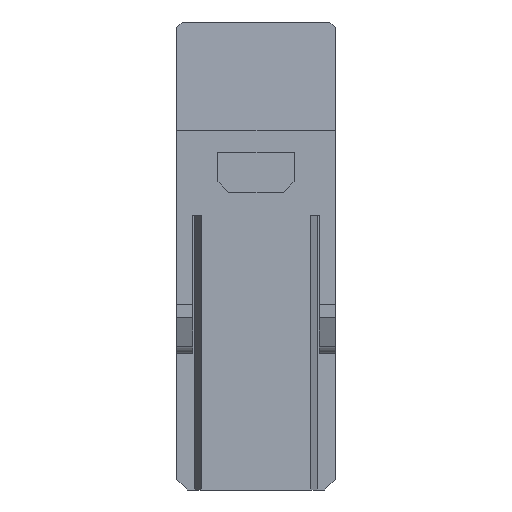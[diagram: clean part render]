
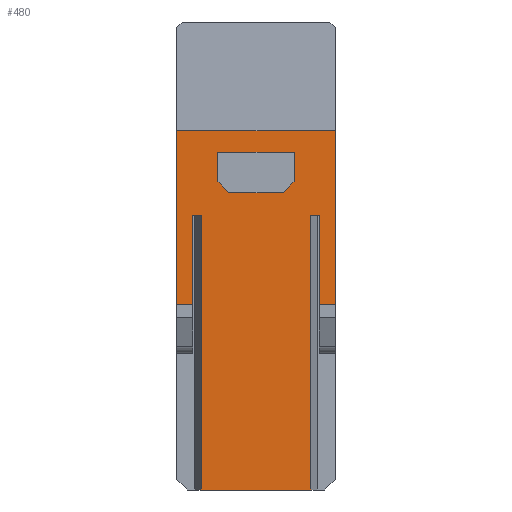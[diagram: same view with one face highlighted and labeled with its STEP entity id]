
A CAD part, left-side view. The second image highlights one B-rep face of the part: STEP entity #480.
In plain terms, the highlighted planar face has unit normal (-1, 0, 0).
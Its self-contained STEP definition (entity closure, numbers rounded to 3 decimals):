
#202=FACE_BOUND('',#1237,.T.);
#203=FACE_BOUND('',#1238,.T.);
#480=ADVANCED_FACE('',(#202,#203),#766,.F.);
#766=PLANE('',#5318);
#1237=EDGE_LOOP('',(#2777,#2778,#2779,#2780,#2781,#2782));
#1238=EDGE_LOOP('',(#2783,#2784,#2785,#2786,#2787,#2788,#2789,#2790,#2791,
#2792,#2793,#2794));
#1599=LINE('',#7232,#2081);
#1672=LINE('',#7447,#2154);
#1697=LINE('',#7598,#2179);
#1698=LINE('',#7601,#2180);
#1699=LINE('',#7603,#2181);
#1700=LINE('',#7605,#2182);
#1701=LINE('',#7607,#2183);
#1702=LINE('',#7609,#2184);
#1703=LINE('',#7610,#2185);
#1704=LINE('',#7611,#2186);
#1705=LINE('',#7613,#2187);
#1706=LINE('',#7619,#2188);
#1707=LINE('',#7621,#2189);
#1708=LINE('',#7623,#2190);
#1709=LINE('',#7630,#2191);
#2081=VECTOR('',#5762,1.);
#2154=VECTOR('',#5881,1.);
#2179=VECTOR('',#5976,1.);
#2180=VECTOR('',#5977,1.);
#2181=VECTOR('',#5978,1.);
#2182=VECTOR('',#5979,1.);
#2183=VECTOR('',#5980,1.);
#2184=VECTOR('',#5981,1.);
#2185=VECTOR('',#5982,1.);
#2186=VECTOR('',#5983,1.);
#2187=VECTOR('',#5984,1.);
#2188=VECTOR('',#5985,1.);
#2189=VECTOR('',#5986,1.);
#2190=VECTOR('',#5987,1.);
#2191=VECTOR('',#5988,1.);
#2777=ORIENTED_EDGE('',*,*,#4647,.F.);
#2778=ORIENTED_EDGE('',*,*,#4648,.T.);
#2779=ORIENTED_EDGE('',*,*,#4649,.T.);
#2780=ORIENTED_EDGE('',*,*,#4650,.T.);
#2781=ORIENTED_EDGE('',*,*,#4651,.F.);
#2782=ORIENTED_EDGE('',*,*,#4652,.T.);
#2783=ORIENTED_EDGE('',*,*,#4653,.T.);
#2784=ORIENTED_EDGE('',*,*,#4556,.F.);
#2785=ORIENTED_EDGE('',*,*,#4654,.F.);
#2786=ORIENTED_EDGE('',*,*,#4655,.T.);
#2787=ORIENTED_EDGE('',*,*,#4599,.F.);
#2788=ORIENTED_EDGE('',*,*,#4656,.T.);
#2789=ORIENTED_EDGE('',*,*,#4657,.T.);
#2790=ORIENTED_EDGE('',*,*,#4658,.F.);
#2791=ORIENTED_EDGE('',*,*,#4659,.T.);
#2792=ORIENTED_EDGE('',*,*,#4660,.F.);
#2793=ORIENTED_EDGE('',*,*,#4661,.F.);
#2794=ORIENTED_EDGE('',*,*,#4504,.F.);
#4015=VERTEX_POINT('',#7231);
#4016=VERTEX_POINT('',#7233);
#4065=VERTEX_POINT('',#7347);
#4066=VERTEX_POINT('',#7352);
#4102=VERTEX_POINT('',#7446);
#4103=VERTEX_POINT('',#7448);
#4136=VERTEX_POINT('',#7599);
#4137=VERTEX_POINT('',#7600);
#4138=VERTEX_POINT('',#7602);
#4139=VERTEX_POINT('',#7604);
#4140=VERTEX_POINT('',#7606);
#4141=VERTEX_POINT('',#7608);
#4142=VERTEX_POINT('',#7612);
#4143=VERTEX_POINT('',#7618);
#4144=VERTEX_POINT('',#7620);
#4145=VERTEX_POINT('',#7622);
#4146=VERTEX_POINT('',#7624);
#4147=VERTEX_POINT('',#7629);
#4504=EDGE_CURVE('',#4015,#4016,#1599,.T.);
#4556=EDGE_CURVE('',#4065,#4066,#5169,.T.);
#4599=EDGE_CURVE('',#4102,#4103,#1672,.T.);
#4647=EDGE_CURVE('',#4136,#4137,#1697,.T.);
#4648=EDGE_CURVE('',#4136,#4138,#1698,.T.);
#4649=EDGE_CURVE('',#4138,#4139,#1699,.T.);
#4650=EDGE_CURVE('',#4139,#4140,#1700,.T.);
#4651=EDGE_CURVE('',#4141,#4140,#1701,.T.);
#4652=EDGE_CURVE('',#4141,#4137,#1702,.T.);
#4653=EDGE_CURVE('',#4015,#4066,#1703,.T.);
#4654=EDGE_CURVE('',#4142,#4065,#1704,.T.);
#4655=EDGE_CURVE('',#4142,#4103,#1705,.T.);
#4656=EDGE_CURVE('',#4102,#4143,#5175,.T.);
#4657=EDGE_CURVE('',#4143,#4144,#1706,.T.);
#4658=EDGE_CURVE('',#4145,#4144,#1707,.T.);
#4659=EDGE_CURVE('',#4145,#4146,#1708,.T.);
#4660=EDGE_CURVE('',#4147,#4146,#5176,.T.);
#4661=EDGE_CURVE('',#4016,#4147,#1709,.T.);
#5169=B_SPLINE_CURVE_WITH_KNOTS('',3,(#7348,#7349,#7350,#7351),
 .UNSPECIFIED.,.F.,.F.,(4,4),(0.,1.),.UNSPECIFIED.);
#5175=B_SPLINE_CURVE_WITH_KNOTS('',3,(#7614,#7615,#7616,#7617),
 .UNSPECIFIED.,.F.,.F.,(4,4),(0.,1.),.UNSPECIFIED.);
#5176=B_SPLINE_CURVE_WITH_KNOTS('',3,(#7625,#7626,#7627,#7628),
 .UNSPECIFIED.,.F.,.F.,(4,4),(0.,1.),.UNSPECIFIED.);
#5318=AXIS2_PLACEMENT_3D('',#7631,#5989,#5990);
#5762=DIRECTION('',(0.,1.,0.));
#5881=DIRECTION('',(0.,0.,-1.));
#5976=DIRECTION('',(0.,-1.,0.));
#5977=DIRECTION('',(0.,0.707,0.707));
#5978=DIRECTION('',(0.,0.,1.));
#5979=DIRECTION('',(0.,-1.,0.));
#5980=DIRECTION('',(0.,0.,1.));
#5981=DIRECTION('',(0.,0.707,-0.707));
#5982=DIRECTION('',(0.,0.,1.));
#5983=DIRECTION('',(0.,0.,1.));
#5984=DIRECTION('',(0.,-1.,0.));
#5985=DIRECTION('',(0.,0.,-1.));
#5986=DIRECTION('',(0.,1.,0.));
#5987=DIRECTION('',(0.,0.,1.));
#5988=DIRECTION('',(0.,0.,1.));
#5989=DIRECTION('',(1.,0.,0.));
#5990=DIRECTION('',(0.,-1.,0.));
#7231=CARTESIAN_POINT('',(-7.783,-12.635,19.85));
#7232=CARTESIAN_POINT('',(-7.783,-12.635,19.85));
#7233=CARTESIAN_POINT('',(-7.783,-2.535,19.85));
#7347=CARTESIAN_POINT('',(-7.783,-13.385,45.12));
#7348=CARTESIAN_POINT('',(-7.783,-13.385,45.12));
#7349=CARTESIAN_POINT('',(-7.783,-13.135,45.12));
#7350=CARTESIAN_POINT('',(-7.783,-12.885,45.12));
#7351=CARTESIAN_POINT('',(-7.783,-12.635,45.12));
#7352=CARTESIAN_POINT('',(-7.783,-12.635,45.12));
#7446=CARTESIAN_POINT('',(-7.783,-14.885,52.92));
#7447=CARTESIAN_POINT('',(-7.783,-14.885,52.92));
#7448=CARTESIAN_POINT('',(-7.783,-14.885,36.923));
#7598=CARTESIAN_POINT('',(-7.783,-75.17,47.22));
#7599=CARTESIAN_POINT('',(-7.783,-5.085,47.22));
#7600=CARTESIAN_POINT('',(-7.783,-10.085,47.22));
#7601=CARTESIAN_POINT('',(-7.783,-20.02,32.285));
#7602=CARTESIAN_POINT('',(-7.783,-4.085,48.22));
#7603=CARTESIAN_POINT('',(-7.783,-4.085,19.85));
#7604=CARTESIAN_POINT('',(-7.783,-4.085,50.92));
#7605=CARTESIAN_POINT('',(-7.783,-7.585,50.92));
#7606=CARTESIAN_POINT('',(-7.783,-11.085,50.92));
#7607=CARTESIAN_POINT('',(-7.783,-11.085,19.85));
#7608=CARTESIAN_POINT('',(-7.783,-11.085,48.22));
#7609=CARTESIAN_POINT('',(-7.783,4.85,32.285));
#7610=CARTESIAN_POINT('',(-7.783,-12.635,19.85));
#7611=CARTESIAN_POINT('',(-7.783,-13.385,36.923));
#7612=CARTESIAN_POINT('',(-7.783,-13.385,36.923));
#7613=CARTESIAN_POINT('',(-7.783,-7.585,36.923));
#7614=CARTESIAN_POINT('',(-7.783,-14.885,52.92));
#7615=CARTESIAN_POINT('',(-7.783,-10.018,52.92));
#7616=CARTESIAN_POINT('',(-7.783,-5.152,52.92));
#7617=CARTESIAN_POINT('',(-7.783,-0.285,52.92));
#7618=CARTESIAN_POINT('',(-7.783,-0.285,52.92));
#7619=CARTESIAN_POINT('',(-7.783,-0.285,52.92));
#7620=CARTESIAN_POINT('',(-7.783,-0.285,36.923));
#7621=CARTESIAN_POINT('',(-7.783,-7.585,36.923));
#7622=CARTESIAN_POINT('',(-7.783,-1.785,36.923));
#7623=CARTESIAN_POINT('',(-7.783,-1.785,19.85));
#7624=CARTESIAN_POINT('',(-7.783,-1.785,45.12));
#7625=CARTESIAN_POINT('',(-7.783,-2.535,45.12));
#7626=CARTESIAN_POINT('',(-7.783,-2.285,45.12));
#7627=CARTESIAN_POINT('',(-7.783,-2.035,45.12));
#7628=CARTESIAN_POINT('',(-7.783,-1.785,45.12));
#7629=CARTESIAN_POINT('',(-7.783,-2.535,45.12));
#7630=CARTESIAN_POINT('',(-7.783,-2.535,19.85));
#7631=CARTESIAN_POINT('',(-7.783,-7.585,19.85));
